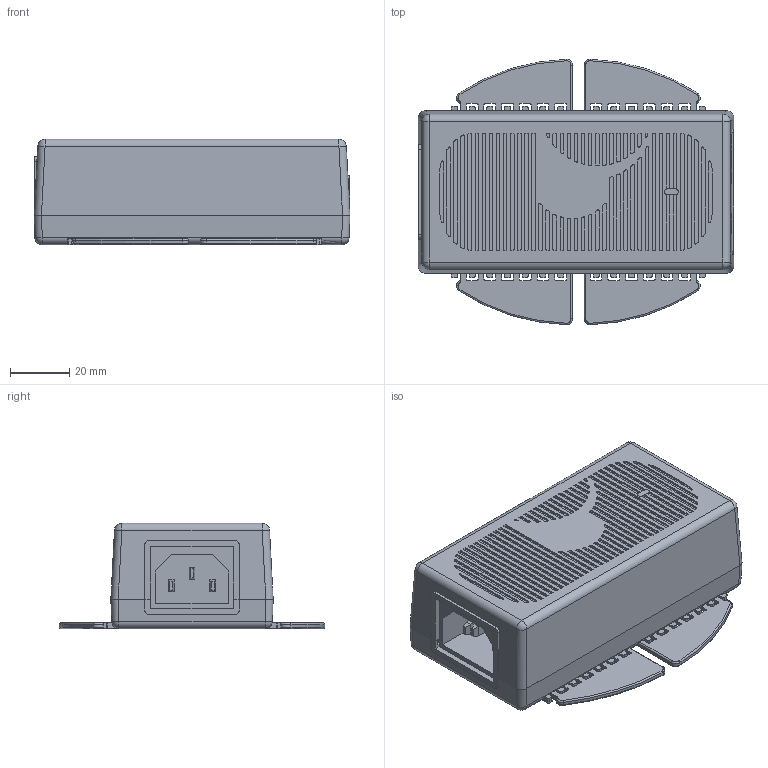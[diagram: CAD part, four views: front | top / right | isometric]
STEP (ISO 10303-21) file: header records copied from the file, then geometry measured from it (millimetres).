
FILE_DESCRIPTION((''),'2;1');
FILE_NAME('1548_ASM','2022-01-21T14:32:48',('rd05'),(''),'CREO PARAMETRIC BY PTC INC, 2018050','CREO PARAMETRIC BY PTC INC, 2018050','');
FILE_SCHEMA(('CONFIG_CONTROL_DESIGN','GEOMETRIC_VALIDATION_PROPERTIES_MIM'));
Products named in the file (11): TOP; BOTTOM; INLET; PCB; DATA; HS1; SUBBOARD; LED; PCB_ASSY_ASM; LED-LENS; 1548_ASM
Assembly tree (11 placements, depth 3):
  1548_ASM
    TOP
    BOTTOM
    INLET
    PCB_ASSY_ASM
      PCB
      DATA  x2
      HS1
      SUBBOARD
      LED
    LED-LENS
Bounding box: 107 x 89.94 x 35.7 mm (x, y, z)
Volume: 74818.4 mm3; surface area: 72075.6 mm2
Topology: 10 solids, 10 shells, 1780 faces, 4889 edges, 3222 vertices
Faces by surface type: plane 1234, cylinder 478, torus 24, sphere 16, cone 14, bspline 14
Entity records: 72195 total; most frequent: CARTESIAN_POINT 10787, ORIENTED_EDGE 9754, DIRECTION 9460, EDGE_CURVE 4877, PRESENTATION_STYLE_ASSIGNMENT 4863, STYLED_ITEM 4860, CURVE_STYLE 4853, VECTOR 3712
